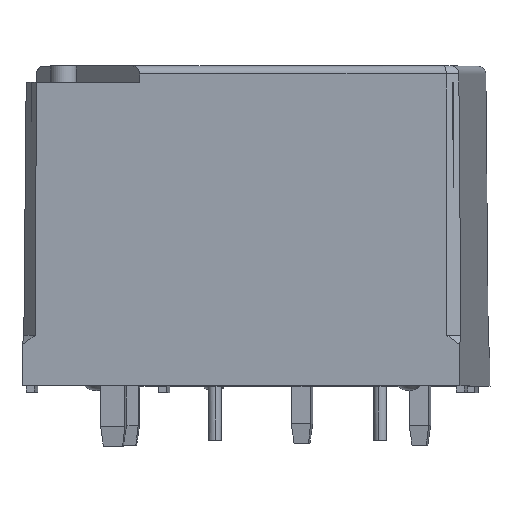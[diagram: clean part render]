
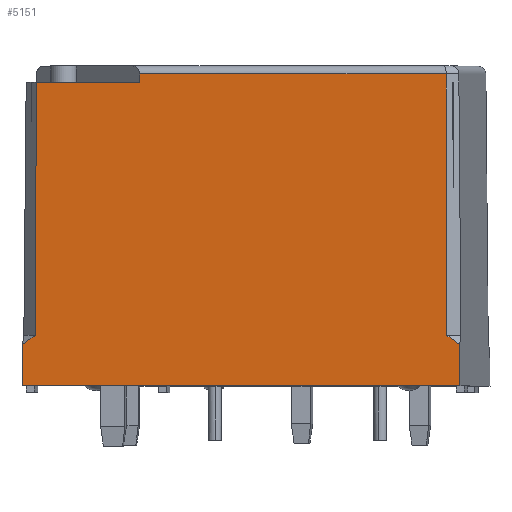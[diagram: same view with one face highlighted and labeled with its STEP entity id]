
A CAD part, top view. The second image highlights one B-rep face of the part: STEP entity #5151.
In plain terms, the highlighted planar face has unit normal (-0.105, 0.009, 0.994).
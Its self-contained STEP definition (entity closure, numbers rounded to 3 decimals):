
#611=DIRECTION('',(0.994,0.,0.105));
#612=VECTOR('',#611,18.906);
#613=CARTESIAN_POINT('',(41.129,19.284,3.605));
#614=LINE('',#613,#612);
#615=DIRECTION('',(-0.994,0.,-0.105));
#616=VECTOR('',#615,27.);
#617=CARTESIAN_POINT('',(60.775,0.178,5.846));
#618=LINE('',#617,#616);
#619=DIRECTION('',(-0.003,1.,-0.009));
#620=VECTOR('',#619,16.028);
#621=CARTESIAN_POINT('',(59.971,3.255,5.735));
#622=LINE('',#621,#620);
#657=DIRECTION('',(-0.008,1.,-0.009));
#658=VECTOR('',#657,2.516);
#659=CARTESIAN_POINT('',(60.775,0.178,5.846));
#660=LINE('',#659,#658);
#1029=DIRECTION('',(-0.81,0.58,-0.091));
#1030=VECTOR('',#1029,0.969);
#1031=CARTESIAN_POINT('',(60.756,2.693,5.822));
#1032=LINE('',#1031,#1030);
#1057=DIRECTION('',(-0.01,-1.,0.008));
#1058=VECTOR('',#1057,2.516);
#1059=CARTESIAN_POINT('',(33.949,2.698,2.989));
#1060=LINE('',#1059,#1058);
#1112=CARTESIAN_POINT('',(41.129,19.284,3.605));
#1113=CARTESIAN_POINT('',(41.13,19.231,3.606));
#1114=CARTESIAN_POINT('',(41.13,19.121,3.607));
#1115=CARTESIAN_POINT('',(41.131,18.952,3.608));
#1116=CARTESIAN_POINT('',(41.131,18.838,3.609));
#1117=CARTESIAN_POINT('',(41.131,18.781,3.609));
#1135=DIRECTION('',(-0.994,0.,-0.105));
#1136=VECTOR('',#1135,6.36);
#1137=CARTESIAN_POINT('',(41.131,18.781,3.609));
#1138=LINE('',#1137,#1136);
#1149=DIRECTION('',(-0.005,-1.,0.008));
#1150=VECTOR('',#1149,15.524);
#1151=CARTESIAN_POINT('',(34.807,18.782,2.941));
#1152=LINE('',#1151,#1150);
#1181=DIRECTION('',(-0.811,-0.58,-0.081));
#1182=VECTOR('',#1181,0.969);
#1183=CARTESIAN_POINT('',(34.734,3.259,3.067));
#1184=LINE('',#1183,#1182);
#3744=CARTESIAN_POINT('',(41.129,19.284,3.605));
#3745=CARTESIAN_POINT('',(59.931,19.282,5.593));
#3746=VERTEX_POINT('',#3744);
#3747=VERTEX_POINT('',#3745);
#3748=CARTESIAN_POINT('',(59.971,3.255,5.735));
#3749=VERTEX_POINT('',#3748);
#3750=CARTESIAN_POINT('',(60.775,0.178,5.846));
#3751=CARTESIAN_POINT('',(60.756,2.693,5.822));
#3752=VERTEX_POINT('',#3750);
#3753=VERTEX_POINT('',#3751);
#3754=CARTESIAN_POINT('',(33.924,0.182,3.008));
#3755=VERTEX_POINT('',#3754);
#3838=CARTESIAN_POINT('',(33.949,2.698,2.989));
#3839=VERTEX_POINT('',#3838);
#3846=VERTEX_POINT('',#1117);
#3847=CARTESIAN_POINT('',(34.807,18.782,2.941));
#3849=VERTEX_POINT('',#3847);
#3859=CARTESIAN_POINT('',(34.734,3.259,3.067));
#3860=VERTEX_POINT('',#3859);
#5126=CARTESIAN_POINT('',(47.36,9.732,4.346));
#5127=DIRECTION('',(-0.105,0.009,0.994));
#5128=DIRECTION('',(0.994,0.,0.105));
#5129=AXIS2_PLACEMENT_3D('',#5126,#5127,#5128);
#5130=PLANE('',#5129);
#5131=ORIENTED_EDGE('',*,*,#5116,.T.);
#5133=ORIENTED_EDGE('',*,*,#5132,.F.);
#5135=ORIENTED_EDGE('',*,*,#5134,.F.);
#5137=ORIENTED_EDGE('',*,*,#5136,.F.);
#5138=ORIENTED_EDGE('',*,*,#4738,.T.);
#5140=ORIENTED_EDGE('',*,*,#5139,.F.);
#5142=ORIENTED_EDGE('',*,*,#5141,.F.);
#5144=ORIENTED_EDGE('',*,*,#5143,.F.);
#5146=ORIENTED_EDGE('',*,*,#5145,.F.);
#5148=ORIENTED_EDGE('',*,*,#5147,.F.);
#5149=EDGE_LOOP('',(#5131,#5133,#5135,#5137,#5138,#5140,#5142,#5144,#5146,
#5148));
#5150=FACE_OUTER_BOUND('',#5149,.F.);
#1118=B_SPLINE_CURVE_WITH_KNOTS('',3,(#1112,#1113,#1114,#1115,#1116,#1117),
.UNSPECIFIED.,.F.,.F.,(4,1,1,4),(0.,0.333,0.667,1.),
.UNSPECIFIED.);
#4738=EDGE_CURVE('',#3752,#3755,#618,.T.);
#5116=EDGE_CURVE('',#3746,#3747,#614,.T.);
#5132=EDGE_CURVE('',#3749,#3747,#622,.T.);
#5134=EDGE_CURVE('',#3753,#3749,#1032,.T.);
#5136=EDGE_CURVE('',#3752,#3753,#660,.T.);
#5139=EDGE_CURVE('',#3839,#3755,#1060,.T.);
#5141=EDGE_CURVE('',#3860,#3839,#1184,.T.);
#5143=EDGE_CURVE('',#3849,#3860,#1152,.T.);
#5145=EDGE_CURVE('',#3846,#3849,#1138,.T.);
#5147=EDGE_CURVE('',#3746,#3846,#1118,.T.);
#5151=ADVANCED_FACE('',(#5150),#5130,.T.);
